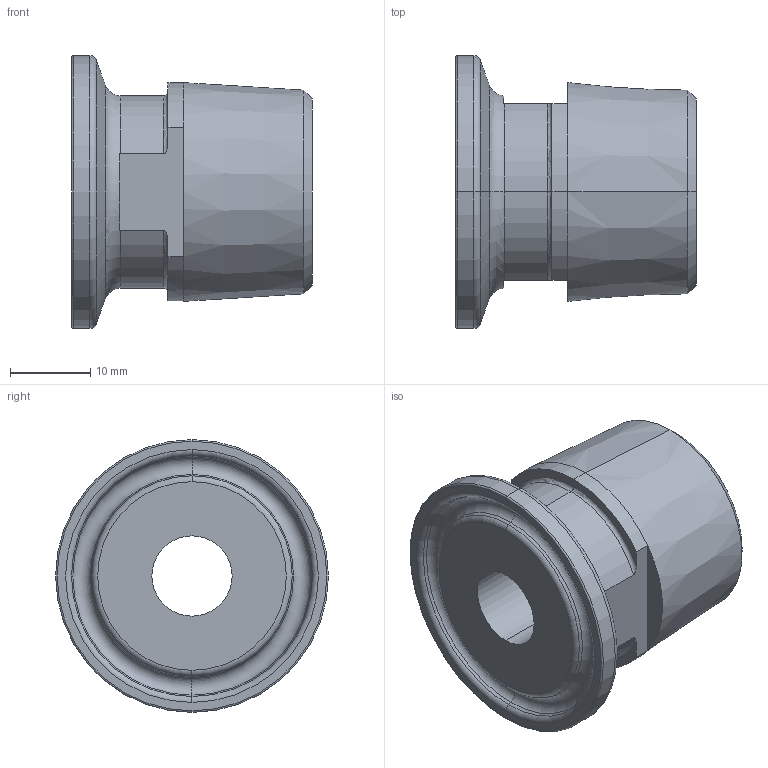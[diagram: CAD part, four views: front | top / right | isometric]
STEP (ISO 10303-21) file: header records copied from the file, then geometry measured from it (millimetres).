
FILE_DESCRIPTION (( 'STEP AP214' ), '1' );
FILE_NAME ('AM.D10.075.STEP', '2020-03-26T14:05:33', ( '' ), ( '' ), 'SwSTEP 2.0', 'SolidWorks 2019', '' );
FILE_SCHEMA (( 'AUTOMOTIVE_DESIGN' ));
Length unit declared in the file: millimetre
Products named in the file (1): AM.D10.075
Bounding box: 30 x 34 x 34 mm (x, y, z)
Volume: 13170.5 mm3; surface area: 5163.3 mm2
Topology: 1 solids, 1 shells, 48 faces, 112 edges, 67 vertices
Faces by surface type: torus 15, cone 12, plane 11, cylinder 10
Entity records: 1460 total; most frequent: CARTESIAN_POINT 296, DIRECTION 264, ORIENTED_EDGE 224, AXIS2_PLACEMENT_3D 115, EDGE_CURVE 112, VERTEX_POINT 67, CIRCLE 66, EDGE_LOOP 51
